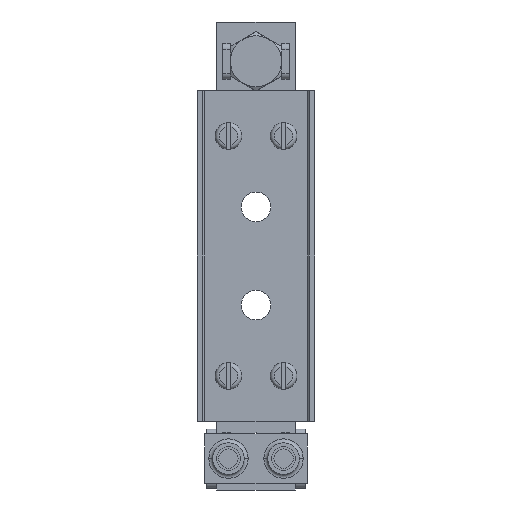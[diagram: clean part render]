
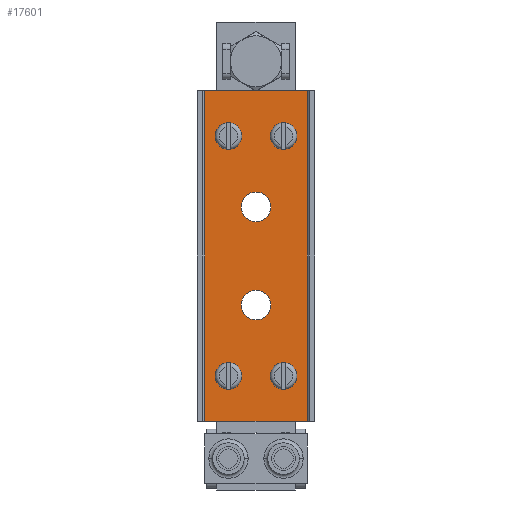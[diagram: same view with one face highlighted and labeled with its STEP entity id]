
A CAD part, front view. The second image highlights one B-rep face of the part: STEP entity #17601.
In plain terms, the highlighted planar face has unit normal (0, -1, 0).
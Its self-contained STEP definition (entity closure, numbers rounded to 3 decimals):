
#16179=DIRECTION('',(-1.,0.,0.));
#16180=VECTOR('',#16179,26.);
#16181=CARTESIAN_POINT('',(13.,0.,-42.));
#16182=LINE('',#16181,#16180);
#16186=CARTESIAN_POINT('',(7.,0.,30.5));
#16187=DIRECTION('',(0.,-1.,0.));
#16188=DIRECTION('',(1.,0.,0.));
#16189=AXIS2_PLACEMENT_3D('',#16186,#16187,#16188);
#16194=CARTESIAN_POINT('',(7.,0.,30.5));
#16195=DIRECTION('',(0.,-1.,0.));
#16196=DIRECTION('',(-1.,0.,0.));
#16197=AXIS2_PLACEMENT_3D('',#16194,#16195,#16196);
#16202=CARTESIAN_POINT('',(-7.,0.,30.5));
#16203=DIRECTION('',(0.,-1.,0.));
#16204=DIRECTION('',(1.,0.,0.));
#16205=AXIS2_PLACEMENT_3D('',#16202,#16203,#16204);
#16210=CARTESIAN_POINT('',(-7.,0.,30.5));
#16211=DIRECTION('',(0.,-1.,0.));
#16212=DIRECTION('',(-1.,0.,0.));
#16213=AXIS2_PLACEMENT_3D('',#16210,#16211,#16212);
#16218=CARTESIAN_POINT('',(7.,0.,-30.5));
#16219=DIRECTION('',(0.,-1.,0.));
#16220=DIRECTION('',(1.,0.,0.));
#16221=AXIS2_PLACEMENT_3D('',#16218,#16219,#16220);
#16226=CARTESIAN_POINT('',(7.,0.,-30.5));
#16227=DIRECTION('',(0.,-1.,0.));
#16228=DIRECTION('',(-1.,0.,0.));
#16229=AXIS2_PLACEMENT_3D('',#16226,#16227,#16228);
#16234=CARTESIAN_POINT('',(-7.,0.,-30.5));
#16235=DIRECTION('',(0.,-1.,0.));
#16236=DIRECTION('',(1.,0.,0.));
#16237=AXIS2_PLACEMENT_3D('',#16234,#16235,#16236);
#16242=CARTESIAN_POINT('',(-7.,0.,-30.5));
#16243=DIRECTION('',(0.,-1.,0.));
#16244=DIRECTION('',(-1.,0.,0.));
#16245=AXIS2_PLACEMENT_3D('',#16242,#16243,#16244);
#16250=CARTESIAN_POINT('',(0.,0.,-12.5));
#16251=DIRECTION('',(0.,-1.,0.));
#16252=DIRECTION('',(-1.,0.,0.));
#16253=AXIS2_PLACEMENT_3D('',#16250,#16251,#16252);
#16258=CARTESIAN_POINT('',(0.,0.,-12.5));
#16259=DIRECTION('',(0.,-1.,0.));
#16260=DIRECTION('',(1.,0.,0.));
#16261=AXIS2_PLACEMENT_3D('',#16258,#16259,#16260);
#16266=CARTESIAN_POINT('',(0.,0.,12.5));
#16267=DIRECTION('',(0.,1.,0.));
#16268=DIRECTION('',(-1.,0.,0.));
#16269=AXIS2_PLACEMENT_3D('',#16266,#16267,#16268);
#16274=CARTESIAN_POINT('',(0.,0.,12.5));
#16275=DIRECTION('',(0.,1.,0.));
#16276=DIRECTION('',(1.,0.,0.));
#16277=AXIS2_PLACEMENT_3D('',#16274,#16275,#16276);
#16289=DIRECTION('',(0.,0.,-1.));
#16290=VECTOR('',#16289,84.);
#16291=CARTESIAN_POINT('',(-13.,0.,42.));
#16292=LINE('',#16291,#16290);
#16683=DIRECTION('',(0.,0.,1.));
#16684=VECTOR('',#16683,84.);
#16685=CARTESIAN_POINT('',(13.,0.,-42.));
#16686=LINE('',#16685,#16684);
#16697=DIRECTION('',(-1.,0.,0.));
#16698=VECTOR('',#16697,26.);
#16699=CARTESIAN_POINT('',(13.,0.,42.));
#16700=LINE('',#16699,#16698);
#17300=CARTESIAN_POINT('',(13.,0.,-42.));
#17301=CARTESIAN_POINT('',(-13.,0.,-42.));
#17302=VERTEX_POINT('',#17300);
#17303=VERTEX_POINT('',#17301);
#17324=CARTESIAN_POINT('',(-13.,0.,42.));
#17325=VERTEX_POINT('',#17324);
#17326=CARTESIAN_POINT('',(13.,0.,42.));
#17327=VERTEX_POINT('',#17326);
#17328=CARTESIAN_POINT('',(9.15,0.,30.5));
#17329=CARTESIAN_POINT('',(4.85,0.,30.5));
#17330=VERTEX_POINT('',#17328);
#17331=VERTEX_POINT('',#17329);
#17332=CARTESIAN_POINT('',(-4.85,0.,30.5));
#17333=CARTESIAN_POINT('',(-9.15,0.,30.5));
#17334=VERTEX_POINT('',#17332);
#17335=VERTEX_POINT('',#17333);
#17336=CARTESIAN_POINT('',(9.15,0.,-30.5));
#17337=CARTESIAN_POINT('',(4.85,0.,-30.5));
#17338=VERTEX_POINT('',#17336);
#17339=VERTEX_POINT('',#17337);
#17340=CARTESIAN_POINT('',(-4.85,0.,-30.5));
#17341=CARTESIAN_POINT('',(-9.15,0.,-30.5));
#17342=VERTEX_POINT('',#17340);
#17343=VERTEX_POINT('',#17341);
#17344=CARTESIAN_POINT('',(-3.75,0.,-12.5));
#17345=CARTESIAN_POINT('',(3.75,0.,-12.5));
#17346=VERTEX_POINT('',#17344);
#17347=VERTEX_POINT('',#17345);
#17388=CARTESIAN_POINT('',(-3.75,0.,12.5));
#17389=CARTESIAN_POINT('',(3.75,0.,12.5));
#17390=VERTEX_POINT('',#17388);
#17391=VERTEX_POINT('',#17389);
#17551=CARTESIAN_POINT('',(-13.,0.,-42.));
#17552=DIRECTION('',(0.,-1.,0.));
#17553=DIRECTION('',(1.,0.,0.));
#17554=AXIS2_PLACEMENT_3D('',#17551,#17552,#17553);
#17555=PLANE('',#17554);
#17556=ORIENTED_EDGE('',*,*,#17517,.T.);
#17558=ORIENTED_EDGE('',*,*,#17557,.F.);
#17560=ORIENTED_EDGE('',*,*,#17559,.F.);
#17562=ORIENTED_EDGE('',*,*,#17561,.F.);
#17563=EDGE_LOOP('',(#17556,#17558,#17560,#17562));
#17564=FACE_OUTER_BOUND('',#17563,.F.);
#17566=ORIENTED_EDGE('',*,*,#17565,.T.);
#17568=ORIENTED_EDGE('',*,*,#17567,.T.);
#17569=EDGE_LOOP('',(#17566,#17568));
#17570=FACE_BOUND('',#17569,.F.);
#17572=ORIENTED_EDGE('',*,*,#17571,.T.);
#17574=ORIENTED_EDGE('',*,*,#17573,.T.);
#17575=EDGE_LOOP('',(#17572,#17574));
#17576=FACE_BOUND('',#17575,.F.);
#17578=ORIENTED_EDGE('',*,*,#17577,.T.);
#17580=ORIENTED_EDGE('',*,*,#17579,.T.);
#17581=EDGE_LOOP('',(#17578,#17580));
#17582=FACE_BOUND('',#17581,.F.);
#17584=ORIENTED_EDGE('',*,*,#17583,.T.);
#17586=ORIENTED_EDGE('',*,*,#17585,.T.);
#17587=EDGE_LOOP('',(#17584,#17586));
#17588=FACE_BOUND('',#17587,.F.);
#17590=ORIENTED_EDGE('',*,*,#17589,.T.);
#17592=ORIENTED_EDGE('',*,*,#17591,.T.);
#17593=EDGE_LOOP('',(#17590,#17592));
#17594=FACE_BOUND('',#17593,.F.);
#17596=ORIENTED_EDGE('',*,*,#17595,.F.);
#17598=ORIENTED_EDGE('',*,*,#17597,.F.);
#17599=EDGE_LOOP('',(#17596,#17598));
#17600=FACE_BOUND('',#17599,.F.);
#16190=CIRCLE('',#16189,2.15);
#16198=CIRCLE('',#16197,2.15);
#16206=CIRCLE('',#16205,2.15);
#16214=CIRCLE('',#16213,2.15);
#16222=CIRCLE('',#16221,2.15);
#16230=CIRCLE('',#16229,2.15);
#16238=CIRCLE('',#16237,2.15);
#16246=CIRCLE('',#16245,2.15);
#16254=CIRCLE('',#16253,3.75);
#16262=CIRCLE('',#16261,3.75);
#16270=CIRCLE('',#16269,3.75);
#16278=CIRCLE('',#16277,3.75);
#17517=EDGE_CURVE('',#17302,#17303,#16182,.T.);
#17557=EDGE_CURVE('',#17325,#17303,#16292,.T.);
#17559=EDGE_CURVE('',#17327,#17325,#16700,.T.);
#17561=EDGE_CURVE('',#17302,#17327,#16686,.T.);
#17565=EDGE_CURVE('',#17330,#17331,#16190,.T.);
#17567=EDGE_CURVE('',#17331,#17330,#16198,.T.);
#17571=EDGE_CURVE('',#17334,#17335,#16206,.T.);
#17573=EDGE_CURVE('',#17335,#17334,#16214,.T.);
#17577=EDGE_CURVE('',#17338,#17339,#16222,.T.);
#17579=EDGE_CURVE('',#17339,#17338,#16230,.T.);
#17583=EDGE_CURVE('',#17342,#17343,#16238,.T.);
#17585=EDGE_CURVE('',#17343,#17342,#16246,.T.);
#17589=EDGE_CURVE('',#17346,#17347,#16254,.T.);
#17591=EDGE_CURVE('',#17347,#17346,#16262,.T.);
#17595=EDGE_CURVE('',#17390,#17391,#16270,.T.);
#17597=EDGE_CURVE('',#17391,#17390,#16278,.T.);
#17601=ADVANCED_FACE('',(#17564,#17570,#17576,#17582,#17588,#17594,#17600),
#17555,.T.);
